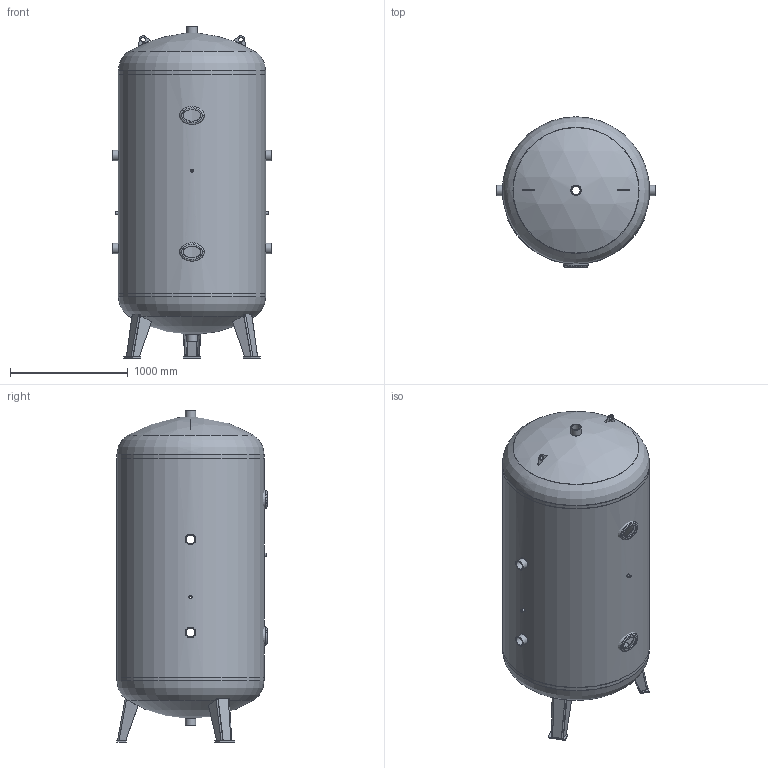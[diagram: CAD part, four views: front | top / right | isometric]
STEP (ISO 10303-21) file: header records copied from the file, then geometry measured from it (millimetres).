
FILE_DESCRIPTION(/* description */ (''),/* implementation_level */ '2;1');
FILE_NAME(/* name */ 'MB 020103-2.3000V.stp',/* time_stamp */ '2022-12-15T10:30:45+01:00',/* author */ ('m.ebener'),/* organization */ (''),/* preprocessor_version */ 'ST-DEVELOPER v16.1',/* originating_system */ 'Autodesk Inventor 2016',/* authorisation */ '');
FILE_SCHEMA (('AUTOMOTIVE_DESIGN { 1 0 10303 214 3 1 1 }'));
Length unit declared in the file: millimetre
Products named in the file (11): Korbbogenboden - unten; Fußplatte; Fuß neu; Gesamtfuß; Standardmuffe - G 2 1_2; Mantel; Handloch_100x150x8,5; Standardmuffe - G 1_2; Korbbogenboden - oben; Tragöse 110mm - Korbbogenboden; MB 020103-2.3000V
Assembly tree (20 placements, depth 3):
  MB 020103-2.3000V
    Korbbogenboden - unten
    Gesamtfuß  x3
      Fußplatte
      Fuß neu
    Standardmuffe - G 2 1_2  x6
    Mantel
    Handloch_100x150x8,5  x2
    Standardmuffe - G 1_2  x3
    Korbbogenboden - oben
    Tragöse 110mm - Korbbogenboden
Bounding box: 1356.8 x 1275 x 2819.01 mm (x, y, z)
Volume: 57238523.2 mm3; surface area: 22899282.9 mm2
Topology: 22 solids, 22 shells, 162 faces, 369 edges, 247 vertices
Faces by surface type: plane 81, cylinder 54, sphere 10, bspline 10, torus 7
Full cylindrical faces by diameter (mm): 18.631 x3, 23 x3, 26.9 x6, 40 x2, 72.226 x6, 88.9 x12, 1240 x3, 1250 x3
Entity records: 4321 total; most frequent: CARTESIAN_POINT 2347, DIRECTION 374, ORIENTED_EDGE 290, AXIS2_PLACEMENT_3D 163, EDGE_LOOP 146, EDGE_CURVE 145, VERTEX_POINT 113, FACE_OUTER_BOUND 81
